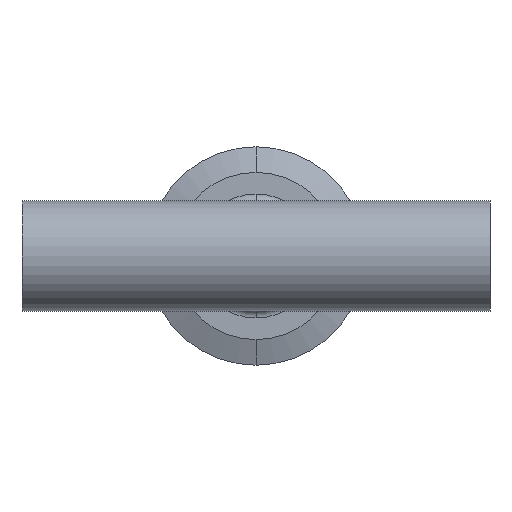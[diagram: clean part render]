
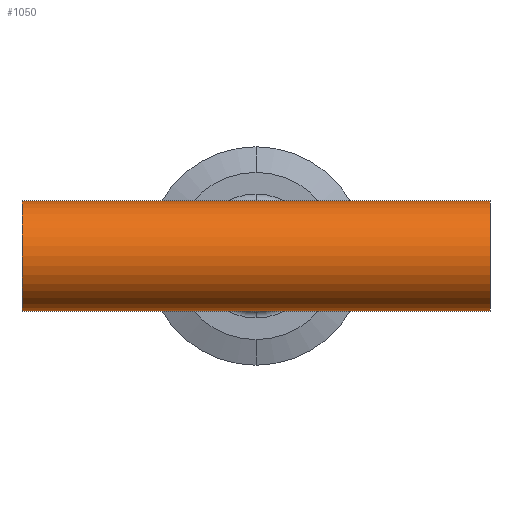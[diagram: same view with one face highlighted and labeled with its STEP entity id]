
A CAD part, front view. The second image highlights one B-rep face of the part: STEP entity #1050.
In plain terms, the highlighted cylindrical face has radius 12.7 mm (diameter 25.4 mm), a partial arc.
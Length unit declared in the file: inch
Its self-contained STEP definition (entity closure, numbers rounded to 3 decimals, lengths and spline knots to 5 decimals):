
#21 = VECTOR ( 'NONE', #76, 39.37008 ) ;
#62 = VERTEX_POINT ( 'NONE', #789 ) ;
#76 = DIRECTION ( 'NONE',  ( -1., 0., 0. ) ) ;
#102 = CARTESIAN_POINT ( 'NONE',  ( -2.12598, 0., 0. ) ) ;
#121 = CARTESIAN_POINT ( 'NONE',  ( 2.12598, 0., -0.5 ) ) ;
#122 = DIRECTION ( 'NONE',  ( 1., 0., 0. ) ) ;
#124 = VECTOR ( 'NONE', #861, 39.37008 ) ;
#192 = DIRECTION ( 'NONE',  ( -1., 0., 0. ) ) ;
#253 = LINE ( 'NONE', #1009, #124 ) ;
#256 = LINE ( 'NONE', #833, #21 ) ;
#263 = ORIENTED_EDGE ( 'NONE', *, *, #364, .T. ) ;
#275 = ORIENTED_EDGE ( 'NONE', *, *, #1624, .T. ) ;
#298 = VERTEX_POINT ( 'NONE', #731 ) ;
#331 = ORIENTED_EDGE ( 'NONE', *, *, #1157, .F. ) ;
#364 = EDGE_CURVE ( 'NONE', #943, #62, #837, .T. ) ;
#379 = CIRCLE ( 'NONE', #1392, 0.5 ) ;
#391 = VECTOR ( 'NONE', #566, 39.37008 ) ;
#508 = CARTESIAN_POINT ( 'NONE',  ( -2.12598, 0., 0.5 ) ) ;
#515 = LINE ( 'NONE', #542, #391 ) ;
#542 = CARTESIAN_POINT ( 'NONE',  ( 2.12598, 0., -0.5 ) ) ;
#560 = CARTESIAN_POINT ( 'NONE',  ( 2.12598, 0., 0. ) ) ;
#566 = DIRECTION ( 'NONE',  ( -1., 0., 0. ) ) ;
#575 = AXIS2_PLACEMENT_3D ( 'NONE', #102, #842, #733 ) ;
#648 = AXIS2_PLACEMENT_3D ( 'NONE', #560, #192, #1192 ) ;
#671 = ORIENTED_EDGE ( 'NONE', *, *, #1091, .F. ) ;
#703 = CARTESIAN_POINT ( 'NONE',  ( 0., 0., -0.5 ) ) ;
#731 = CARTESIAN_POINT ( 'NONE',  ( 2.12598, 0., 0.5 ) ) ;
#733 = DIRECTION ( 'NONE',  ( 0., 0., -1. ) ) ;
#748 = VERTEX_POINT ( 'NONE', #703 ) ;
#755 = CYLINDRICAL_SURFACE ( 'NONE', #648, 0.5 ) ;
#783 = EDGE_LOOP ( 'NONE', ( #331, #1528, #275, #980, #263, #671 ) ) ;
#789 = CARTESIAN_POINT ( 'NONE',  ( -2.12598, 0., -0.5 ) ) ;
#829 = FACE_OUTER_BOUND ( 'NONE', #783, .T. ) ;
#833 = CARTESIAN_POINT ( 'NONE',  ( 2.12598, 0., -0.5 ) ) ;
#837 = CIRCLE ( 'NONE', #575, 0.5 ) ;
#842 = DIRECTION ( 'NONE',  ( 1., 0., 0. ) ) ;
#844 = EDGE_CURVE ( 'NONE', #298, #1261, #379, .T. ) ;
#861 = DIRECTION ( 'NONE',  ( -1., 0., 0. ) ) ;
#943 = VERTEX_POINT ( 'NONE', #508 ) ;
#980 = ORIENTED_EDGE ( 'NONE', *, *, #1179, .T. ) ;
#1008 = CARTESIAN_POINT ( 'NONE',  ( 2.12598, 0., 0. ) ) ;
#1009 = CARTESIAN_POINT ( 'NONE',  ( 2.12598, 0., 0.5 ) ) ;
#1050 = ADVANCED_FACE ( 'NONE', ( #829 ), #755, .T. ) ;
#1091 = EDGE_CURVE ( 'NONE', #748, #62, #515, .T. ) ;
#1157 = EDGE_CURVE ( 'NONE', #1261, #748, #256, .T. ) ;
#1165 = LINE ( 'NONE', #1365, #1280 ) ;
#1179 = EDGE_CURVE ( 'NONE', #1247, #943, #1165, .T. ) ;
#1192 = DIRECTION ( 'NONE',  ( 0., 0., 1. ) ) ;
#1247 = VERTEX_POINT ( 'NONE', #1517 ) ;
#1253 = DIRECTION ( 'NONE',  ( 0., 0., -1. ) ) ;
#1261 = VERTEX_POINT ( 'NONE', #121 ) ;
#1280 = VECTOR ( 'NONE', #1501, 39.37008 ) ;
#1365 = CARTESIAN_POINT ( 'NONE',  ( 2.12598, 0., 0.5 ) ) ;
#1392 = AXIS2_PLACEMENT_3D ( 'NONE', #1008, #122, #1253 ) ;
#1501 = DIRECTION ( 'NONE',  ( -1., 0., 0. ) ) ;
#1517 = CARTESIAN_POINT ( 'NONE',  ( 0., 0., 0.5 ) ) ;
#1528 = ORIENTED_EDGE ( 'NONE', *, *, #844, .F. ) ;
#1624 = EDGE_CURVE ( 'NONE', #298, #1247, #253, .T. ) ;
